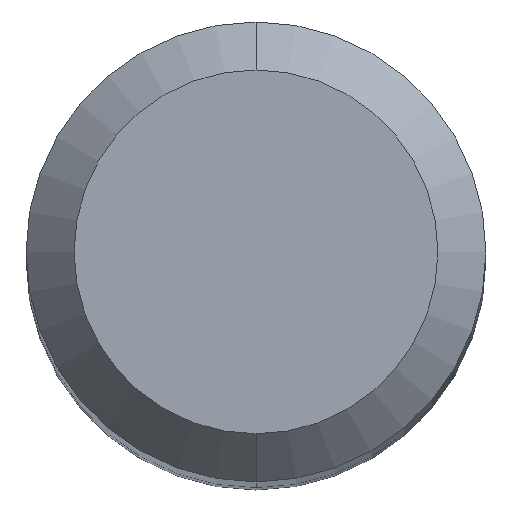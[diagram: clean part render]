
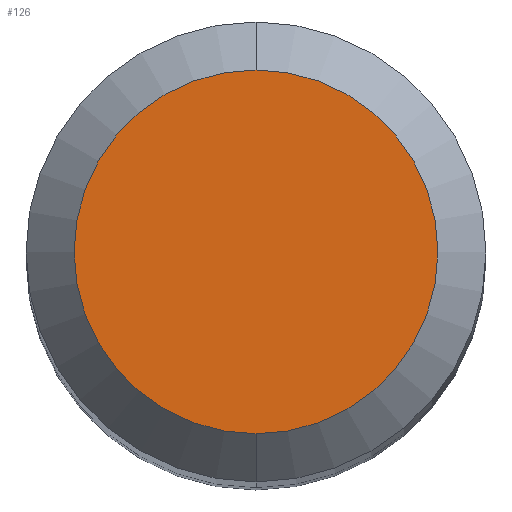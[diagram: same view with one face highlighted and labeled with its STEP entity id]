
A CAD part, top view. The second image highlights one B-rep face of the part: STEP entity #126.
In plain terms, the highlighted planar face has unit normal (0, 0, 1).
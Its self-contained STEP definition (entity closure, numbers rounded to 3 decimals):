
#22 = AXIS2_PLACEMENT_3D ( 'NONE', #30, #128, #129 ) ;
#30 = CARTESIAN_POINT ( 'NONE',  ( 0., 0., 70. ) ) ;
#33 = DIRECTION ( 'NONE',  ( 0., 1., 0. ) ) ;
#35 = CARTESIAN_POINT ( 'NONE',  ( 0., -2.65, 70. ) ) ;
#65 = CARTESIAN_POINT ( 'NONE',  ( 0., 2.65, 70. ) ) ;
#68 = EDGE_LOOP ( 'NONE', ( #172, #325 ) ) ;
#87 = CARTESIAN_POINT ( 'NONE',  ( 0., 0., 70. ) ) ;
#126 = ADVANCED_FACE ( 'NONE', ( #199 ), #252, .F. ) ;
#128 = DIRECTION ( 'NONE',  ( 0., 0., -1. ) ) ;
#129 = DIRECTION ( 'NONE',  ( 0., 1., 0. ) ) ;
#134 = CARTESIAN_POINT ( 'NONE',  ( 0., 0., 70. ) ) ;
#157 = CIRCLE ( 'NONE', #188, 2.65 ) ;
#160 = DIRECTION ( 'NONE',  ( 0., 0., -1. ) ) ;
#162 = DIRECTION ( 'NONE',  ( 0., 1., 0. ) ) ;
#172 = ORIENTED_EDGE ( 'NONE', *, *, #238, .F. ) ;
#184 = AXIS2_PLACEMENT_3D ( 'NONE', #87, #160, #162 ) ;
#188 = AXIS2_PLACEMENT_3D ( 'NONE', #134, #296, #33 ) ;
#199 = FACE_OUTER_BOUND ( 'NONE', #68, .T. ) ;
#238 = EDGE_CURVE ( 'NONE', #249, #304, #309, .T. ) ;
#245 = EDGE_CURVE ( 'NONE', #304, #249, #157, .T. ) ;
#249 = VERTEX_POINT ( 'NONE', #65 ) ;
#252 = PLANE ( 'NONE',  #22 ) ;
#296 = DIRECTION ( 'NONE',  ( 0., 0., -1. ) ) ;
#304 = VERTEX_POINT ( 'NONE', #35 ) ;
#309 = CIRCLE ( 'NONE', #184, 2.65 ) ;
#325 = ORIENTED_EDGE ( 'NONE', *, *, #245, .F. ) ;
